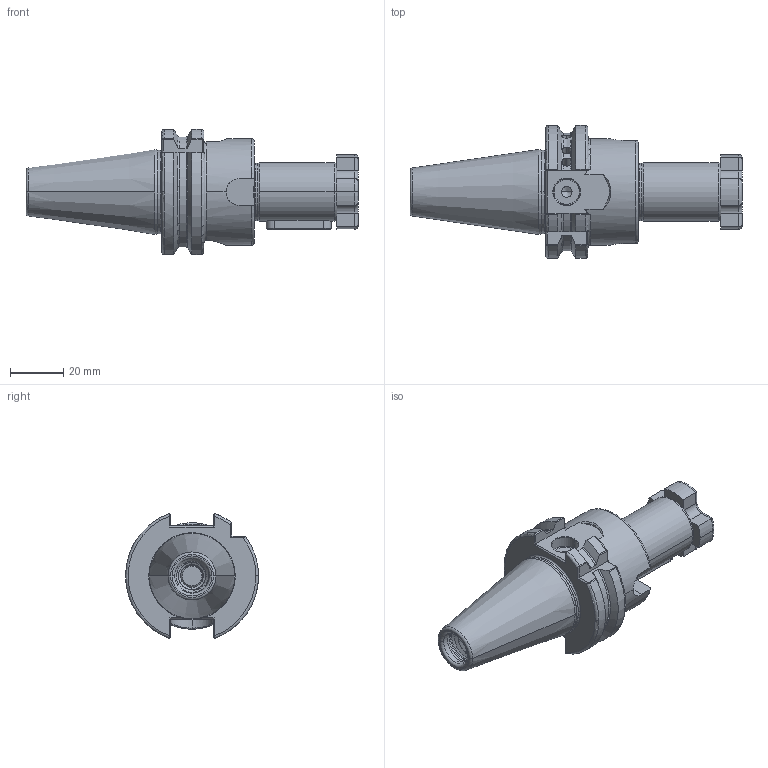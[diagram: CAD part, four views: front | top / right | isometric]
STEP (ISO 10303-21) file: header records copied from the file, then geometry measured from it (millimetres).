
FILE_DESCRIPTION (( 'STEP AP203' ), '1' );
FILE_NAME ('302.10.22.STEP', '2016-07-22T10:28:19', ( '' ), ( '' ), 'SwSTEP 2.0', 'SolidWorks 2012', '' );
FILE_SCHEMA (( 'CONFIG_CONTROL_DESIGN' ));
Length unit declared in the file: millimetre
Products named in the file (4): 302.10.22; SC22用鍵_6x6x25L; 十字螺絲FMB22
Assembly tree (3 placements, depth 2):
  302.10.22
    302.10.22
    十字螺絲FMB22
    SC22用鍵_6x6x25L
Bounding box: 124.8 x 50 x 47.05 mm (x, y, z)
Volume: 80374.4 mm3; surface area: 22759.5 mm2
Topology: 3 solids, 3 shells, 363 faces, 954 edges, 593 vertices
Faces by surface type: cylinder 156, plane 74, torus 52, cone 46, bspline 35
Entity records: 23339 total; most frequent: CARTESIAN_POINT 14929, ORIENTED_EDGE 1892, DIRECTION 1463, EDGE_CURVE 946, VERTEX_POINT 593, AXIS2_PLACEMENT_3D 570, EDGE_LOOP 371, FACE_OUTER_BOUND 363
